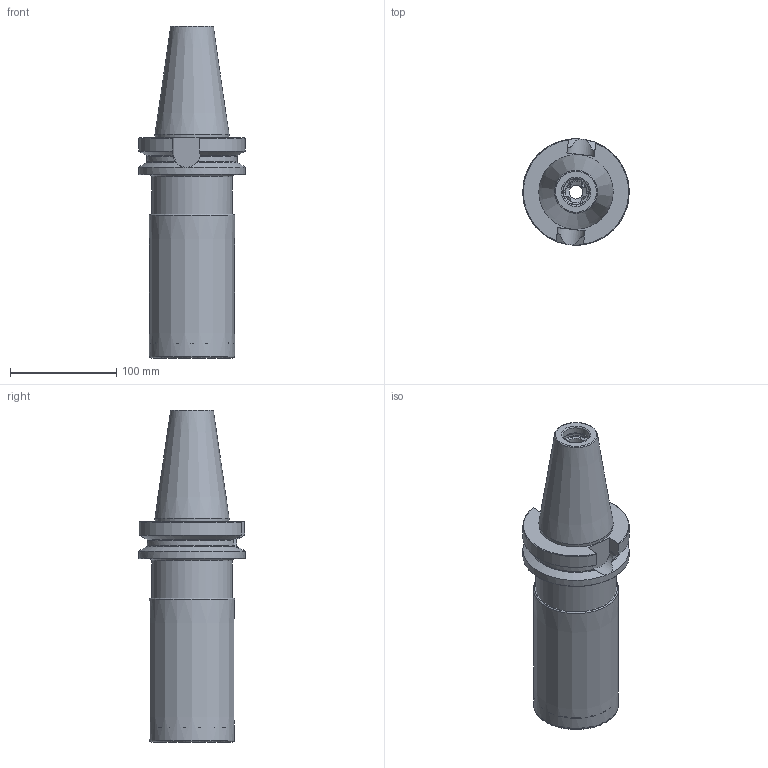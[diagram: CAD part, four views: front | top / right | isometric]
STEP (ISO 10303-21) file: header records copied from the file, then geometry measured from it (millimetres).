
FILE_DESCRIPTION(/* description */ (''),/* implementation_level */ '2;1');
FILE_NAME(/* name */ '80J2R210X50-SLSN134-C_115010219ndi000_00-SIM.stp',/* time_stamp */ '2019-12-11T10:54:51+01:00',/* author */ (''),/* organization */ (''),/* preprocessor_version */ 'ST-DEVELOPER v16.7',/* originating_system */ 'SIEMENS PLM Software NX 12.0',/* authorisation */ '');
FILE_SCHEMA (('AUTOMOTIVE_DESIGN { 1 0 10303 214 3 1 1 1 }'));
Length unit declared in the file: millimetre
Products named in the file (1): hm152308B6F0caj8
Bounding box: 99.94 x 99.86 x 311.8 mm (x, y, z)
Volume: 1521839.8 mm3; surface area: 180397.6 mm2
Topology: 3 solids, 3 shells, 207 faces, 529 edges, 327 vertices
Faces by surface type: cylinder 59, plane 56, cone 44, torus 29, bspline 10, revolution 9
Full cylindrical faces by diameter (mm): 4.5 x4, 5 x4, 12.8 x1, 17 x1, 20 x1, 21 x1, 24.6 x1, 25 x3, 25.4 x1, 26 x1, 27 x1, 75.567 x2, 100 x1
Entity records: 6829 total; most frequent: CARTESIAN_POINT 2362, DIRECTION 892, ORIENTED_EDGE 838, EDGE_CURVE 419, AXIS2_PLACEMENT_3D 375, VERTEX_POINT 299, EDGE_LOOP 298, ADVANCED_FACE 207
